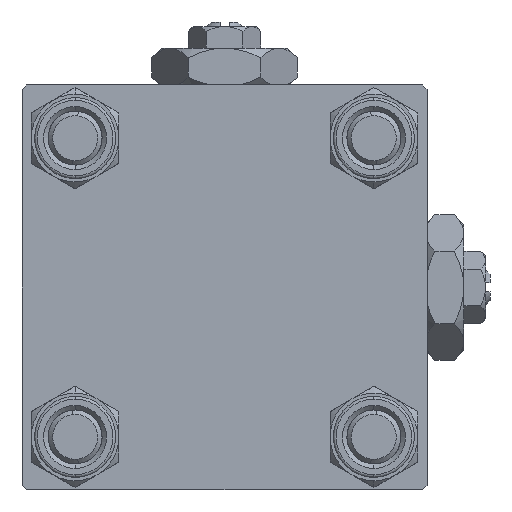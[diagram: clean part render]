
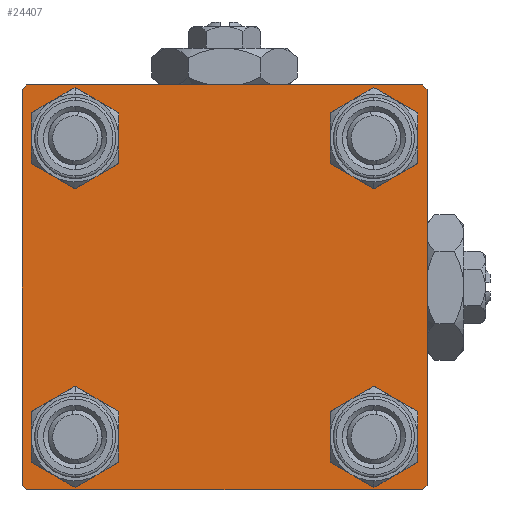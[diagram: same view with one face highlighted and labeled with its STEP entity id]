
A CAD part, left-side view. The second image highlights one B-rep face of the part: STEP entity #24407.
In plain terms, the highlighted planar face has unit normal (-1, 0, 0).
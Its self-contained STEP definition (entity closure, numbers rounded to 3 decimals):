
#38 = EDGE_CURVE ( 'NONE', #27463, #34887, #43389, .T. ) ;
#130 = VERTEX_POINT ( 'NONE', #17202 ) ;
#401 = ORIENTED_EDGE ( 'NONE', *, *, #26409, .T. ) ;
#799 = VERTEX_POINT ( 'NONE', #9624 ) ;
#1422 = EDGE_CURVE ( 'NONE', #37521, #799, #43552, .T. ) ;
#1768 = CARTESIAN_POINT ( 'NONE',  ( 0., -22.5, 22. ) ) ;
#2074 = CARTESIAN_POINT ( 'NONE',  ( 0., -22.25, 22.25 ) ) ;
#2272 = ORIENTED_EDGE ( 'NONE', *, *, #5509, .T. ) ;
#2885 = FACE_OUTER_BOUND ( 'NONE', #24890, .T. ) ;
#3177 = LINE ( 'NONE', #10640, #48946 ) ;
#3257 = DIRECTION ( 'NONE',  ( 0., -1., 0. ) ) ;
#3737 = VECTOR ( 'NONE', #3257, 1000. ) ;
#4005 = AXIS2_PLACEMENT_3D ( 'NONE', #24167, #40311, #8545 ) ;
#4930 = CARTESIAN_POINT ( 'NONE',  ( 0., -22., -22.5 ) ) ;
#5071 = ORIENTED_EDGE ( 'NONE', *, *, #31433, .T. ) ;
#5353 = DIRECTION ( 'NONE',  ( 1., 0., 0. ) ) ;
#5509 = EDGE_CURVE ( 'NONE', #799, #50821, #49373, .T. ) ;
#5690 = CIRCLE ( 'NONE', #4005, 3.5 ) ;
#6247 = DIRECTION ( 'NONE',  ( 0., 0., -1. ) ) ;
#6990 = LINE ( 'NONE', #14931, #3737 ) ;
#7169 = CARTESIAN_POINT ( 'NONE',  ( 0., 22.25, 22.25 ) ) ;
#7360 = DIRECTION ( 'NONE',  ( 0., 0., 1. ) ) ;
#7546 = AXIS2_PLACEMENT_3D ( 'NONE', #11584, #44136, #7873 ) ;
#7870 = DIRECTION ( 'NONE',  ( 1., 0., 0. ) ) ;
#7873 = DIRECTION ( 'NONE',  ( 0., 0., 1. ) ) ;
#8065 = ORIENTED_EDGE ( 'NONE', *, *, #25419, .T. ) ;
#8392 = DIRECTION ( 'NONE',  ( 0., 0., 1. ) ) ;
#8520 = CARTESIAN_POINT ( 'NONE',  ( 0., 16.6, -13.1 ) ) ;
#8545 = DIRECTION ( 'NONE',  ( 0., 0., 1. ) ) ;
#9068 = DIRECTION ( 'NONE',  ( 0., 0., 1. ) ) ;
#9394 = CARTESIAN_POINT ( 'NONE',  ( 0., -22., 22.5 ) ) ;
#9624 = CARTESIAN_POINT ( 'NONE',  ( 0., 22.5, -22. ) ) ;
#9636 = EDGE_CURVE ( 'NONE', #28102, #37521, #39227, .T. ) ;
#9685 = ORIENTED_EDGE ( 'NONE', *, *, #13953, .F. ) ;
#10028 = LINE ( 'NONE', #2074, #31443 ) ;
#10077 = VERTEX_POINT ( 'NONE', #4930 ) ;
#10124 = CARTESIAN_POINT ( 'NONE',  ( 0., -16.6, -16.6 ) ) ;
#10640 = CARTESIAN_POINT ( 'NONE',  ( 0., -22.25, -22.25 ) ) ;
#11584 = CARTESIAN_POINT ( 'NONE',  ( 0., -16.6, 16.6 ) ) ;
#12570 = AXIS2_PLACEMENT_3D ( 'NONE', #48495, #18032, #49808 ) ;
#12893 = CIRCLE ( 'NONE', #28137, 3.5 ) ;
#12992 = CARTESIAN_POINT ( 'NONE',  ( 0., 22., 22.5 ) ) ;
#13125 = ORIENTED_EDGE ( 'NONE', *, *, #1422, .T. ) ;
#13438 = DIRECTION ( 'NONE',  ( 1., 0., 0. ) ) ;
#13575 = ORIENTED_EDGE ( 'NONE', *, *, #34899, .F. ) ;
#13953 = EDGE_CURVE ( 'NONE', #35620, #45877, #42518, .T. ) ;
#14302 = DIRECTION ( 'NONE',  ( 0., -1., 0. ) ) ;
#14931 = CARTESIAN_POINT ( 'NONE',  ( 0., 22.5, 22.5 ) ) ;
#15060 = EDGE_CURVE ( 'NONE', #31552, #21853, #5690, .T. ) ;
#15372 = DIRECTION ( 'NONE',  ( 0., 0.707, -0.707 ) ) ;
#16062 = CARTESIAN_POINT ( 'NONE',  ( 0., 16.6, -16.6 ) ) ;
#16256 = CARTESIAN_POINT ( 'NONE',  ( 0., -16.6, 13.1 ) ) ;
#17202 = CARTESIAN_POINT ( 'NONE',  ( 0., -16.6, 20.1 ) ) ;
#17412 = CARTESIAN_POINT ( 'NONE',  ( 0., 16.6, -16.6 ) ) ;
#17694 = CIRCLE ( 'NONE', #7546, 3.5 ) ;
#17941 = AXIS2_PLACEMENT_3D ( 'NONE', #16062, #7870, #8392 ) ;
#18032 = DIRECTION ( 'NONE',  ( 1., 0., 0. ) ) ;
#18636 = EDGE_CURVE ( 'NONE', #34887, #27463, #35417, .T. ) ;
#18786 = FACE_BOUND ( 'NONE', #33255, .T. ) ;
#18841 = CARTESIAN_POINT ( 'NONE',  ( 0., 16.6, 16.6 ) ) ;
#18966 = VERTEX_POINT ( 'NONE', #16256 ) ;
#19296 = VERTEX_POINT ( 'NONE', #8520 ) ;
#20647 = AXIS2_PLACEMENT_3D ( 'NONE', #10124, #5353, #9068 ) ;
#21853 = VERTEX_POINT ( 'NONE', #52275 ) ;
#22397 = CARTESIAN_POINT ( 'NONE',  ( 0., -22.5, 22.5 ) ) ;
#22883 = CARTESIAN_POINT ( 'NONE',  ( 0., 22., -22.5 ) ) ;
#23322 = DIRECTION ( 'NONE',  ( 0., -0.707, 0.707 ) ) ;
#23377 = ORIENTED_EDGE ( 'NONE', *, *, #43385, .T. ) ;
#23975 = VERTEX_POINT ( 'NONE', #9394 ) ;
#24167 = CARTESIAN_POINT ( 'NONE',  ( 0., -16.6, -16.6 ) ) ;
#24407 = ADVANCED_FACE ( 'NONE', ( #42875, #18786, #47110, #27000, #2885 ), #30716, .T. ) ;
#24747 = CARTESIAN_POINT ( 'NONE',  ( 0., 22.25, -22.25 ) ) ;
#24890 = EDGE_LOOP ( 'NONE', ( #13125, #2272, #47311, #40168, #9685, #8065, #13575, #40591 ) ) ;
#25419 = EDGE_CURVE ( 'NONE', #35620, #23975, #10028, .T. ) ;
#25872 = CARTESIAN_POINT ( 'NONE',  ( 0., 16.6, 20.1 ) ) ;
#26348 = AXIS2_PLACEMENT_3D ( 'NONE', #26744, #27503, #7360 ) ;
#26409 = EDGE_CURVE ( 'NONE', #19296, #40263, #51758, .T. ) ;
#26744 = CARTESIAN_POINT ( 'NONE',  ( 0., 0., 0. ) ) ;
#27000 = FACE_BOUND ( 'NONE', #43706, .T. ) ;
#27306 = DIRECTION ( 'NONE',  ( 1., 0., 0. ) ) ;
#27354 = EDGE_LOOP ( 'NONE', ( #401, #5071 ) ) ;
#27381 = ORIENTED_EDGE ( 'NONE', *, *, #15060, .T. ) ;
#27463 = VERTEX_POINT ( 'NONE', #25872 ) ;
#27503 = DIRECTION ( 'NONE',  ( -1., 0., 0. ) ) ;
#28102 = VERTEX_POINT ( 'NONE', #12992 ) ;
#28137 = AXIS2_PLACEMENT_3D ( 'NONE', #17412, #13438, #29604 ) ;
#28252 = CIRCLE ( 'NONE', #20647, 3.5 ) ;
#28366 = CARTESIAN_POINT ( 'NONE',  ( 0., 22.5, 22. ) ) ;
#28836 = CIRCLE ( 'NONE', #49961, 3.5 ) ;
#29604 = DIRECTION ( 'NONE',  ( 0., 0., 1. ) ) ;
#29743 = ORIENTED_EDGE ( 'NONE', *, *, #35101, .T. ) ;
#30716 = PLANE ( 'NONE',  #26348 ) ;
#31433 = EDGE_CURVE ( 'NONE', #40263, #19296, #12893, .T. ) ;
#31443 = VECTOR ( 'NONE', #45773, 1000. ) ;
#31460 = CARTESIAN_POINT ( 'NONE',  ( 0., -22.5, -22. ) ) ;
#31552 = VERTEX_POINT ( 'NONE', #39374 ) ;
#33255 = EDGE_LOOP ( 'NONE', ( #29743, #27381 ) ) ;
#33484 = DIRECTION ( 'NONE',  ( 0., -0.707, -0.707 ) ) ;
#34220 = DIRECTION ( 'NONE',  ( 0., 0., 1. ) ) ;
#34691 = LINE ( 'NONE', #50051, #46266 ) ;
#34887 = VERTEX_POINT ( 'NONE', #45668 ) ;
#34899 = EDGE_CURVE ( 'NONE', #28102, #23975, #6990, .T. ) ;
#35002 = DIRECTION ( 'NONE',  ( 0., 0., 1. ) ) ;
#35101 = EDGE_CURVE ( 'NONE', #21853, #31552, #28252, .T. ) ;
#35417 = CIRCLE ( 'NONE', #12570, 3.5 ) ;
#35620 = VERTEX_POINT ( 'NONE', #1768 ) ;
#37521 = VERTEX_POINT ( 'NONE', #28366 ) ;
#37628 = EDGE_CURVE ( 'NONE', #50821, #10077, #34691, .T. ) ;
#37813 = CARTESIAN_POINT ( 'NONE',  ( 0., 22.5, 22.5 ) ) ;
#38715 = CARTESIAN_POINT ( 'NONE',  ( 0., -16.6, 16.6 ) ) ;
#39227 = LINE ( 'NONE', #7169, #51334 ) ;
#39374 = CARTESIAN_POINT ( 'NONE',  ( 0., -16.6, -20.1 ) ) ;
#39556 = ORIENTED_EDGE ( 'NONE', *, *, #18636, .T. ) ;
#40168 = ORIENTED_EDGE ( 'NONE', *, *, #41938, .T. ) ;
#40263 = VERTEX_POINT ( 'NONE', #49420 ) ;
#40311 = DIRECTION ( 'NONE',  ( 1., 0., 0. ) ) ;
#40591 = ORIENTED_EDGE ( 'NONE', *, *, #9636, .T. ) ;
#41795 = VECTOR ( 'NONE', #33484, 1000. ) ;
#41938 = EDGE_CURVE ( 'NONE', #10077, #45877, #3177, .T. ) ;
#42038 = ORIENTED_EDGE ( 'NONE', *, *, #51126, .T. ) ;
#42518 = LINE ( 'NONE', #22397, #48935 ) ;
#42875 = FACE_BOUND ( 'NONE', #44417, .T. ) ;
#43385 = EDGE_CURVE ( 'NONE', #18966, #130, #17694, .T. ) ;
#43389 = CIRCLE ( 'NONE', #46800, 3.5 ) ;
#43552 = LINE ( 'NONE', #37813, #47654 ) ;
#43706 = EDGE_LOOP ( 'NONE', ( #52188, #39556 ) ) ;
#44136 = DIRECTION ( 'NONE',  ( 1., 0., 0. ) ) ;
#44417 = EDGE_LOOP ( 'NONE', ( #42038, #23377 ) ) ;
#45668 = CARTESIAN_POINT ( 'NONE',  ( 0., 16.6, 13.1 ) ) ;
#45773 = DIRECTION ( 'NONE',  ( 0., 0.707, 0.707 ) ) ;
#45877 = VERTEX_POINT ( 'NONE', #31460 ) ;
#46266 = VECTOR ( 'NONE', #14302, 1000. ) ;
#46800 = AXIS2_PLACEMENT_3D ( 'NONE', #18841, #27306, #35002 ) ;
#47110 = FACE_BOUND ( 'NONE', #27354, .T. ) ;
#47311 = ORIENTED_EDGE ( 'NONE', *, *, #37628, .T. ) ;
#47654 = VECTOR ( 'NONE', #51242, 1000. ) ;
#48495 = CARTESIAN_POINT ( 'NONE',  ( 0., 16.6, 16.6 ) ) ;
#48935 = VECTOR ( 'NONE', #6247, 1000. ) ;
#48946 = VECTOR ( 'NONE', #23322, 1000. ) ;
#49373 = LINE ( 'NONE', #24747, #41795 ) ;
#49420 = CARTESIAN_POINT ( 'NONE',  ( 0., 16.6, -20.1 ) ) ;
#49808 = DIRECTION ( 'NONE',  ( 0., 0., 1. ) ) ;
#49961 = AXIS2_PLACEMENT_3D ( 'NONE', #38715, #50888, #34220 ) ;
#50051 = CARTESIAN_POINT ( 'NONE',  ( 0., 22.5, -22.5 ) ) ;
#50821 = VERTEX_POINT ( 'NONE', #22883 ) ;
#50888 = DIRECTION ( 'NONE',  ( 1., 0., 0. ) ) ;
#51126 = EDGE_CURVE ( 'NONE', #130, #18966, #28836, .T. ) ;
#51242 = DIRECTION ( 'NONE',  ( 0., 0., -1. ) ) ;
#51334 = VECTOR ( 'NONE', #15372, 1000. ) ;
#51758 = CIRCLE ( 'NONE', #17941, 3.5 ) ;
#52188 = ORIENTED_EDGE ( 'NONE', *, *, #38, .T. ) ;
#52275 = CARTESIAN_POINT ( 'NONE',  ( 0., -16.6, -13.1 ) ) ;
